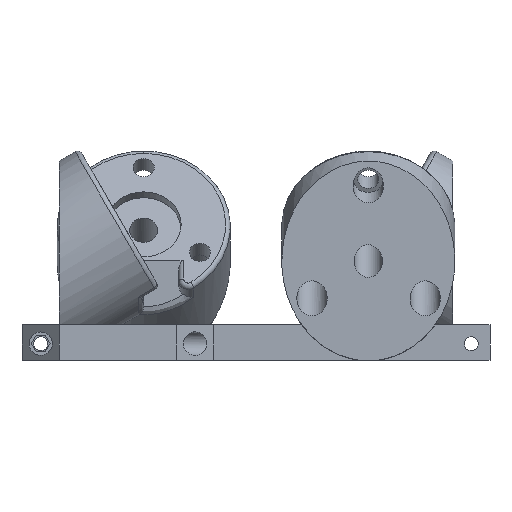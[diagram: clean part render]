
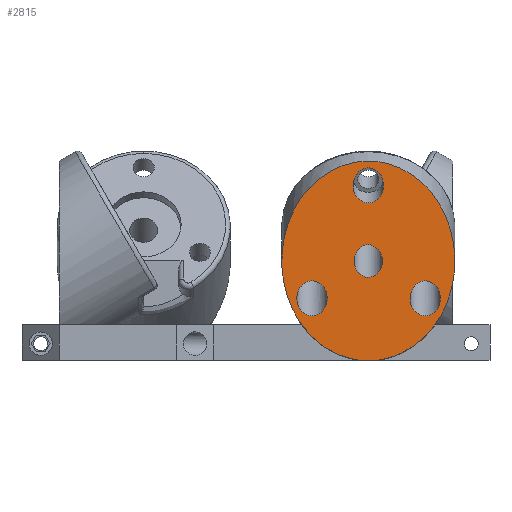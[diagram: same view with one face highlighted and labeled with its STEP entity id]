
A CAD part, front view. The second image highlights one B-rep face of the part: STEP entity #2815.
In plain terms, the highlighted planar face has unit normal (0, -1, 0).
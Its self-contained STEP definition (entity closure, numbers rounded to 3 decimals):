
#1072 = VERTEX_POINT('',#1073);
#1073 = CARTESIAN_POINT('',(24.,-42.088,42.517));
#1078 = EDGE_CURVE('',#1072,#1072,#1079,.T.);
#1079 = ELLIPSE('',#1080,21.362,18.5);
#1080 = AXIS2_PLACEMENT_3D('',#1081,#1082,#1083);
#1081 = CARTESIAN_POINT('',(24.,-42.088,21.155));
#1082 = DIRECTION('',(0.,-1.,0.));
#1083 = DIRECTION('',(0.,0.,1.));
#2815 = ADVANCED_FACE('',(#2816,#2819,#2830,#2841,#2852),#2863,.T.);
#2816 = FACE_BOUND('',#2817,.T.);
#2817 = EDGE_LOOP('',(#2818));
#2818 = ORIENTED_EDGE('',*,*,#1078,.T.);
#2819 = FACE_BOUND('',#2820,.T.);
#2820 = EDGE_LOOP('',(#2821));
#2821 = ORIENTED_EDGE('',*,*,#2822,.F.);
#2822 = EDGE_CURVE('',#2823,#2823,#2825,.T.);
#2823 = VERTEX_POINT('',#2824);
#2824 = CARTESIAN_POINT('',(15.223,-42.088,
    13.169));
#2825 = ELLIPSE('',#2826,3.753,3.25);
#2826 = AXIS2_PLACEMENT_3D('',#2827,#2828,#2829);
#2827 = CARTESIAN_POINT('',(11.973,-42.088,
    13.169));
#2828 = DIRECTION('',(0.,-1.,0.));
#2829 = DIRECTION('',(0.,0.,1.));
#2830 = FACE_BOUND('',#2831,.T.);
#2831 = EDGE_LOOP('',(#2832));
#2832 = ORIENTED_EDGE('',*,*,#2833,.T.);
#2833 = EDGE_CURVE('',#2834,#2834,#2836,.T.);
#2834 = VERTEX_POINT('',#2835);
#2835 = CARTESIAN_POINT('',(27.,-42.088,21.155));
#2836 = ELLIPSE('',#2837,3.464,3.);
#2837 = AXIS2_PLACEMENT_3D('',#2838,#2839,#2840);
#2838 = CARTESIAN_POINT('',(24.,-42.088,21.155));
#2839 = DIRECTION('',(0.,1.,0.));
#2840 = DIRECTION('',(0.,0.,1.));
#2841 = FACE_BOUND('',#2842,.T.);
#2842 = EDGE_LOOP('',(#2843));
#2843 = ORIENTED_EDGE('',*,*,#2844,.F.);
#2844 = EDGE_CURVE('',#2845,#2845,#2847,.T.);
#2845 = VERTEX_POINT('',#2846);
#2846 = CARTESIAN_POINT('',(39.423,-42.088,
    13.169));
#2847 = ELLIPSE('',#2848,3.753,3.25);
#2848 = AXIS2_PLACEMENT_3D('',#2849,#2850,#2851);
#2849 = CARTESIAN_POINT('',(36.173,-42.088,
    13.169));
#2850 = DIRECTION('',(0.,-1.,0.));
#2851 = DIRECTION('',(0.,0.,1.));
#2852 = FACE_BOUND('',#2853,.T.);
#2853 = EDGE_LOOP('',(#2854));
#2854 = ORIENTED_EDGE('',*,*,#2855,.F.);
#2855 = EDGE_CURVE('',#2856,#2856,#2858,.T.);
#2856 = VERTEX_POINT('',#2857);
#2857 = CARTESIAN_POINT('',(27.25,-42.088,37.321));
#2858 = ELLIPSE('',#2859,3.753,3.25);
#2859 = AXIS2_PLACEMENT_3D('',#2860,#2861,#2862);
#2860 = CARTESIAN_POINT('',(24.,-42.088,37.321));
#2861 = DIRECTION('',(0.,-1.,0.));
#2862 = DIRECTION('',(0.,0.,1.));
#2863 = PLANE('',#2864);
#2864 = AXIS2_PLACEMENT_3D('',#2865,#2866,#2867);
#2865 = CARTESIAN_POINT('',(24.017,-42.088,
    20.555));
#2866 = DIRECTION('',(0.,-1.,0.));
#2867 = DIRECTION('',(1.,0.,0.));
